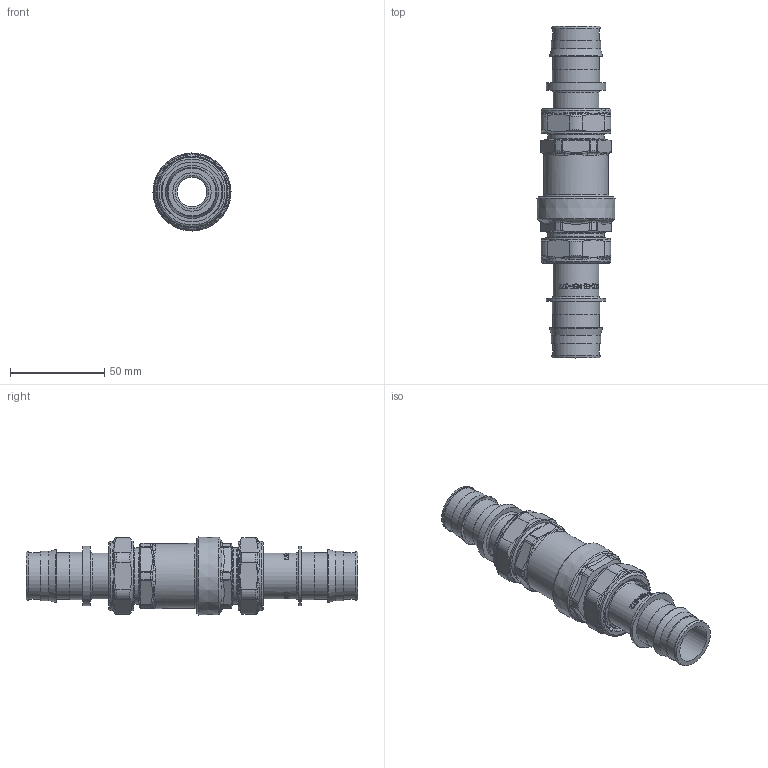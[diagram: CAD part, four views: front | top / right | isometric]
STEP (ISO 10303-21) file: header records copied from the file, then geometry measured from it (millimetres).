
FILE_DESCRIPTION(/* description */ (''),/* implementation_level */ '2;1');
FILE_NAME(/* name */ '127162AFC_Simplify_1.stp',/* time_stamp */ '2025-07-29T12:06:17-05:00',/* author */ ('ischreiner'),/* organization */ (''),/* preprocessor_version */ 'ST-DEVELOPER v20',/* originating_system */ 'Autodesk Inventor 2025',/* authorisation */ '');
FILE_SCHEMA (('AUTOMOTIVE_DESIGN { 1 0 10303 214 3 1 1 }'));
Length unit declared in the file: inch
Products named in the file (1): 127162AFC_Simplify_1
Bounding box: 41.38 x 176.02 x 41.38 mm (x, y, z)
Volume: 57562.4 mm3; surface area: 42839.7 mm2
Topology: 5 solids, 5 shells, 938 faces, 2366 edges, 1479 vertices
Faces by surface type: bspline 337, plane 284, cylinder 147, cone 84, torus 78, sphere 8
Full cylindrical faces by diameter (mm): 15.748 x1, 20.091 x2, 20.32 x2, 20.6 x1, 20.701 x1, 21 x2, 22 x1, 24.1 x2, 24.384 x2, 24.765 x4, 25 x2, 25.095 x2, 26.111 x2, 27.686 x2, 28.3 x2, 28.5 x1, 28.6 x1, 29.515 x2, 30 x4, 30.2 x1, 30.4 x1, 30.5 x2, 31.75 x2, 33.1 x2, 34.5 x1, 37 x4
Entity records: 40033 total; most frequent: CARTESIAN_POINT 18485, ORIENTED_EDGE 4684, DIRECTION 3597, EDGE_CURVE 2342, VERTEX_POINT 1479, AXIS2_PLACEMENT_3D 1369, EDGE_LOOP 1013, STYLED_ITEM 943
